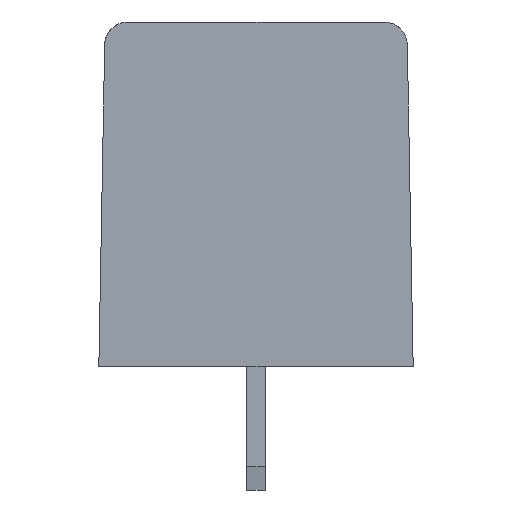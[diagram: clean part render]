
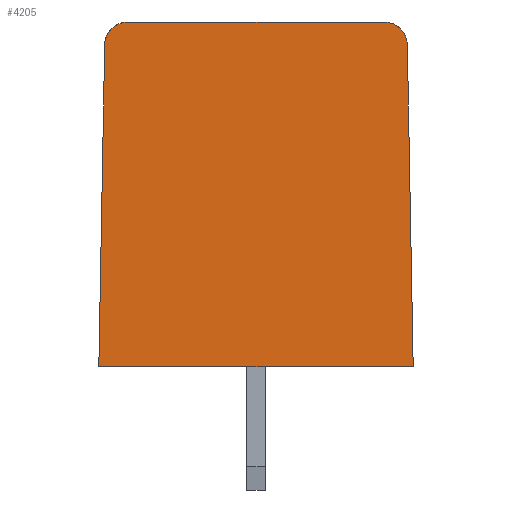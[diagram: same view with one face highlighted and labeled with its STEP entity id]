
A CAD part, left-side view. The second image highlights one B-rep face of the part: STEP entity #4205.
In plain terms, the highlighted planar face has unit normal (-1, 0, 0).
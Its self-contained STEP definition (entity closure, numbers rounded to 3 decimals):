
#4073 = VERTEX_POINT('',#4074);
#4074 = CARTESIAN_POINT('',(-0.375,5.5,14.8));
#4080 = EDGE_CURVE('',#4073,#4081,#4083,.T.);
#4081 = VERTEX_POINT('',#4082);
#4082 = CARTESIAN_POINT('',(-0.375,-5.5,14.8));
#4083 = LINE('',#4084,#4085);
#4084 = CARTESIAN_POINT('',(-0.375,6.75,14.8));
#4085 = VECTOR('',#4086,1.);
#4086 = DIRECTION('',(0.,-1.,0.));
#4120 = VERTEX_POINT('',#4121);
#4121 = CARTESIAN_POINT('',(-0.375,6.5,13.818));
#4127 = EDGE_CURVE('',#4120,#4073,#4128,.T.);
#4128 = CIRCLE('',#4129,1.);
#4129 = AXIS2_PLACEMENT_3D('',#4130,#4131,#4132);
#4130 = CARTESIAN_POINT('',(-0.375,5.5,13.8));
#4131 = DIRECTION('',(1.,0.,0.));
#4132 = DIRECTION('',(0.,1.,0.));
#4186 = EDGE_CURVE('',#4081,#4187,#4189,.T.);
#4187 = VERTEX_POINT('',#4188);
#4188 = CARTESIAN_POINT('',(-0.375,-6.5,13.818));
#4189 = CIRCLE('',#4190,1.);
#4190 = AXIS2_PLACEMENT_3D('',#4191,#4192,#4193);
#4191 = CARTESIAN_POINT('',(-0.375,-5.5,13.8));
#4192 = DIRECTION('',(1.,0.,0.));
#4193 = DIRECTION('',(0.,1.,0.));
#4205 = ADVANCED_FACE('',(#4206),#4233,.T.);
#4206 = FACE_BOUND('',#4207,.T.);
#4207 = EDGE_LOOP('',(#4208,#4216,#4224,#4230,#4231,#4232));
#4208 = ORIENTED_EDGE('',*,*,#4209,.F.);
#4209 = EDGE_CURVE('',#4210,#4120,#4212,.T.);
#4210 = VERTEX_POINT('',#4211);
#4211 = CARTESIAN_POINT('',(-0.375,6.75,0.));
#4212 = LINE('',#4213,#4214);
#4213 = CARTESIAN_POINT('',(-0.375,6.625,6.909));
#4214 = VECTOR('',#4215,1.);
#4215 = DIRECTION('',(0.,-0.018,1.));
#4216 = ORIENTED_EDGE('',*,*,#4217,.T.);
#4217 = EDGE_CURVE('',#4210,#4218,#4220,.T.);
#4218 = VERTEX_POINT('',#4219);
#4219 = CARTESIAN_POINT('',(-0.375,-6.75,0.));
#4220 = LINE('',#4221,#4222);
#4221 = CARTESIAN_POINT('',(-0.375,6.75,0.));
#4222 = VECTOR('',#4223,1.);
#4223 = DIRECTION('',(0.,-1.,0.));
#4224 = ORIENTED_EDGE('',*,*,#4225,.F.);
#4225 = EDGE_CURVE('',#4187,#4218,#4226,.T.);
#4226 = LINE('',#4227,#4228);
#4227 = CARTESIAN_POINT('',(-0.375,-6.748,0.122));
#4228 = VECTOR('',#4229,1.);
#4229 = DIRECTION('',(0.,-0.018,-1.));
#4230 = ORIENTED_EDGE('',*,*,#4186,.F.);
#4231 = ORIENTED_EDGE('',*,*,#4080,.F.);
#4232 = ORIENTED_EDGE('',*,*,#4127,.F.);
#4233 = PLANE('',#4234);
#4234 = AXIS2_PLACEMENT_3D('',#4235,#4236,#4237);
#4235 = CARTESIAN_POINT('',(-0.375,6.75,0.));
#4236 = DIRECTION('',(-1.,0.,0.));
#4237 = DIRECTION('',(0.,0.,1.));
